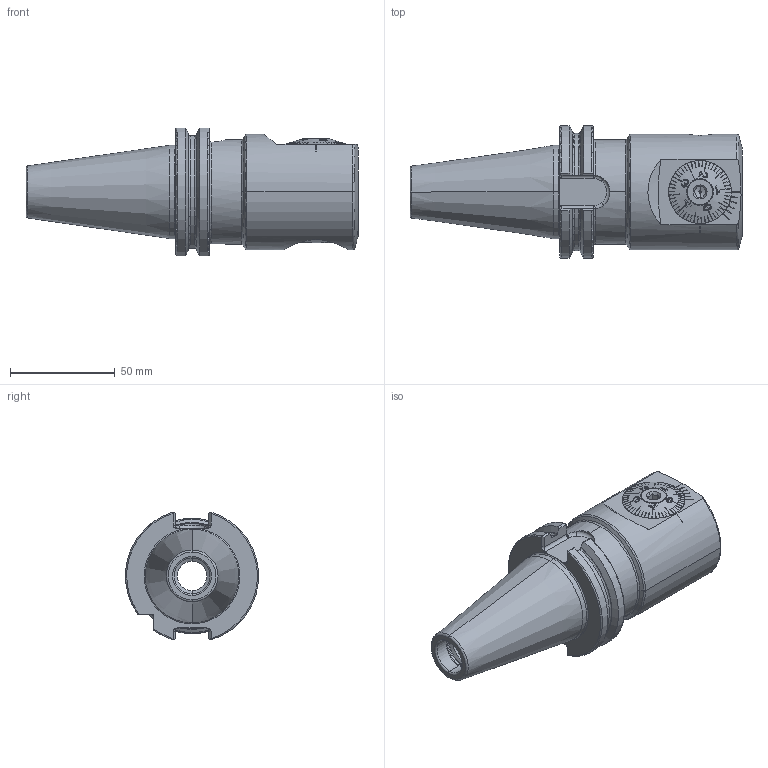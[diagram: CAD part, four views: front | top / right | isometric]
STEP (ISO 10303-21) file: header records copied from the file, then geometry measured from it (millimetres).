
FILE_DESCRIPTION (( 'STEP AP214' ), '1' );
FILE_NAME ('SK4-A55.K01.090.STEP', '2017-08-22T06:45:05', ( 'SWIAdmin' ), ( 'Hewlett-Packard Company' ), 'SwSTEP 2.0', 'SolidWorks 2017', '' );
FILE_SCHEMA (( 'AUTOMOTIVE_DESIGN' ));
Length unit declared in the file: millimetre
Products named in the file (18): A55-BG1.014.041; A55-BG2.015.007_B; A55-BG2.014.007_A; A55-BG2.011.016_E; ISO 4026 - M10 x 16; DIN 3771 - 25x1.5; A55-BG2.013.005_C; A55-BG2.012.006_B; A55-BG1.011.041; A55-BG1.012.007_B; A55-BG1.011.041_E; SK4-A55.K00.090_B_Fertigbearbeitung; SK4-A55.K01.090; ISO 4026 - M10 x 16_PreviewCfg; ISO 4026 - M10 x 8_PreviewCfg; A55-BG3.011.033_A_PreviewCfg; WCB-ER2.001.009_A; Klebstoff D10
Assembly tree (19 placements, depth 4):
  SK4-A55.K01.090
    SK4-A55.K00.090_B_Fertigbearbeitung
    A55-BG1.014.041
      A55-BG1.011.041
        A55-BG1.011.041_E
        A55-BG1.012.007_B
      A55-BG2.012.006_B
      A55-BG2.013.005_C
      DIN 3771 - 25x1.5
      ISO 4026 - M10 x 16  x2
      A55-BG2.015.007_B
        A55-BG2.011.016_E
        A55-BG2.014.007_A
    Klebstoff D10
    WCB-ER2.001.009_A
    A55-BG3.011.033_A_PreviewCfg
    ISO 4026 - M10 x 16_PreviewCfg  x2
    ISO 4026 - M10 x 8_PreviewCfg
Bounding box: 158.25 x 63.32 x 60.94 mm (x, y, z)
Volume: 235727.5 mm3; surface area: 56537.5 mm2
Topology: 16 solids, 16 shells, 809 faces, 2102 edges, 1331 vertices
Faces by surface type: plane 345, cone 183, cylinder 153, torus 80, bspline 46, sphere 2
Entity records: 33170 total; most frequent: CARTESIAN_POINT 10785, ORIENTED_EDGE 4068, DIRECTION 3489, EDGE_CURVE 2034, AXIS2_PLACEMENT_3D 1359, VERTEX_POINT 1291, EDGE_LOOP 821, FACE_OUTER_BOUND 779
